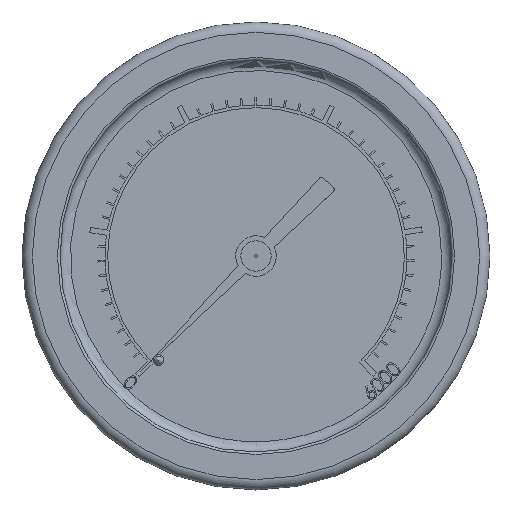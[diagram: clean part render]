
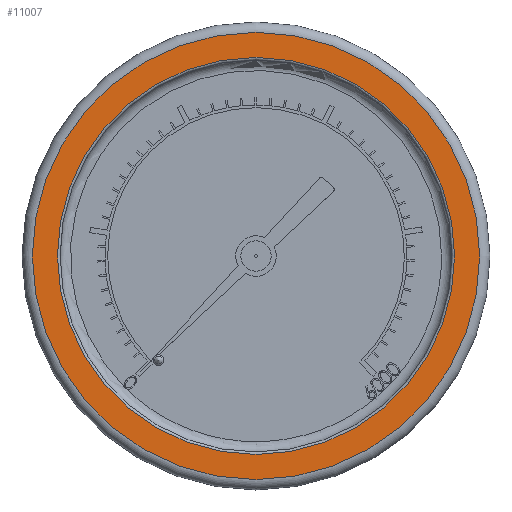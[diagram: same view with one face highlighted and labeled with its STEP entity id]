
A CAD part, top view. The second image highlights one B-rep face of the part: STEP entity #11007.
In plain terms, the highlighted planar face has unit normal (0, 0, 1).
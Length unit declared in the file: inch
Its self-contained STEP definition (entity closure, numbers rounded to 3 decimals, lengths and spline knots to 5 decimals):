
#3481 = FACE_BOUND ( 'NONE', #7618, .T. ) ;
#3719 = DIRECTION ( 'NONE',  ( 1., 0., 0. ) ) ;
#4133 = EDGE_CURVE ( 'NONE', #6687, #6687, #10526, .T. ) ;
#4795 = CARTESIAN_POINT ( 'NONE',  ( 0., 0., 0. ) ) ;
#5124 = CARTESIAN_POINT ( 'NONE',  ( 0., 0., 0. ) ) ;
#6687 = VERTEX_POINT ( 'NONE', #10937 ) ;
#7618 = EDGE_LOOP ( 'NONE', ( #15047 ) ) ;
#9135 = DIRECTION ( 'NONE',  ( 1., 0., 0. ) ) ;
#9232 = DIRECTION ( 'NONE',  ( 0., 0., 1. ) ) ;
#10526 = CIRCLE ( 'NONE', #15665, 1.151 ) ;
#10640 = AXIS2_PLACEMENT_3D ( 'NONE', #4795, #9232, #9135 ) ;
#10725 = ORIENTED_EDGE ( 'NONE', *, *, #17198, .T. ) ;
#10937 = CARTESIAN_POINT ( 'NONE',  ( 1.151, 0., 0. ) ) ;
#11007 = ADVANCED_FACE ( 'NONE', ( #3481, #16521 ), #11972, .T. ) ;
#11195 = VERTEX_POINT ( 'NONE', #12362 ) ;
#11346 = AXIS2_PLACEMENT_3D ( 'NONE', #12146, #13584, #15103 ) ;
#11972 = PLANE ( 'NONE',  #10640 ) ;
#12146 = CARTESIAN_POINT ( 'NONE',  ( 0., 0., 0. ) ) ;
#12362 = CARTESIAN_POINT ( 'NONE',  ( 1.2965, 0., 0. ) ) ;
#13584 = DIRECTION ( 'NONE',  ( 0., 0., 1. ) ) ;
#14985 = CIRCLE ( 'NONE', #11346, 1.2965 ) ;
#15047 = ORIENTED_EDGE ( 'NONE', *, *, #4133, .T. ) ;
#15103 = DIRECTION ( 'NONE',  ( 1., 0., 0. ) ) ;
#15665 = AXIS2_PLACEMENT_3D ( 'NONE', #5124, #16662, #3719 ) ;
#16521 = FACE_OUTER_BOUND ( 'NONE', #16647, .T. ) ;
#16647 = EDGE_LOOP ( 'NONE', ( #10725 ) ) ;
#16662 = DIRECTION ( 'NONE',  ( 0., 0., -1. ) ) ;
#17198 = EDGE_CURVE ( 'NONE', #11195, #11195, #14985, .T. ) ;
